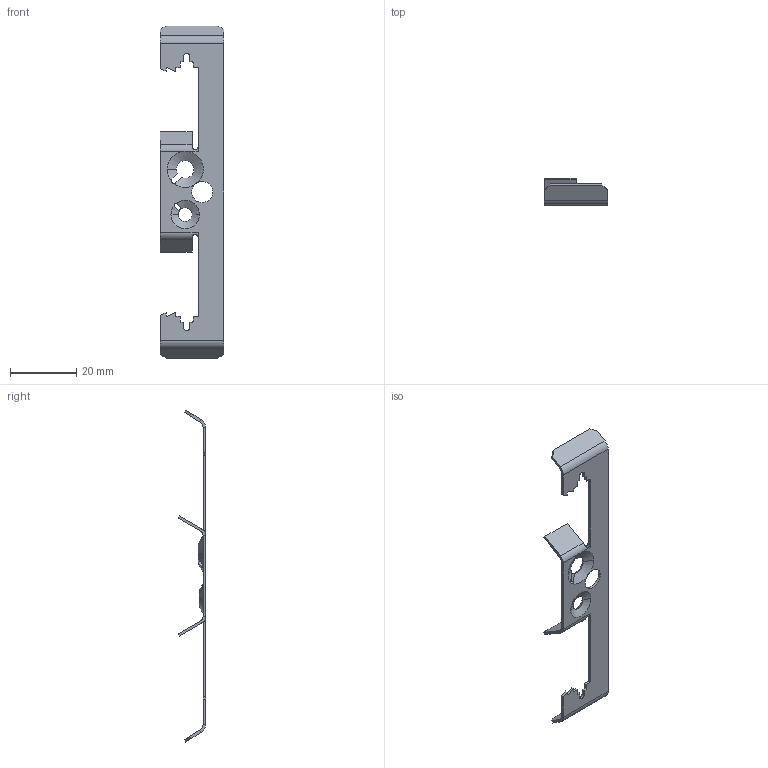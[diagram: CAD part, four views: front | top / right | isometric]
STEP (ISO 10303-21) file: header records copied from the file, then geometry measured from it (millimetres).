
FILE_DESCRIPTION (( 'STEP AP203' ), '1' );
FILE_NAME ('BW34.STEP', '2024-04-11T01:28:12', ( '' ), ( '' ), 'SwSTEP 2.0', 'SolidWorks 2021', '' );
FILE_SCHEMA (( 'CONFIG_CONTROL_DESIGN' ));
Length unit declared in the file: millimetre
Products named in the file (1): BW34
Bounding box: 19.1 x 8.25 x 100 mm (x, y, z)
Volume: 1229.3 mm3; surface area: 3402.9 mm2
Topology: 1 solids, 1 shells, 120 faces, 332 edges, 208 vertices
Faces by surface type: plane 74, cylinder 28, cone 16, bspline 2
Entity records: 4244 total; most frequent: CARTESIAN_POINT 1103, ORIENTED_EDGE 664, DIRECTION 623, EDGE_CURVE 332, LINE 211, VECTOR 211, VERTEX_POINT 208, AXIS2_PLACEMENT_3D 206
